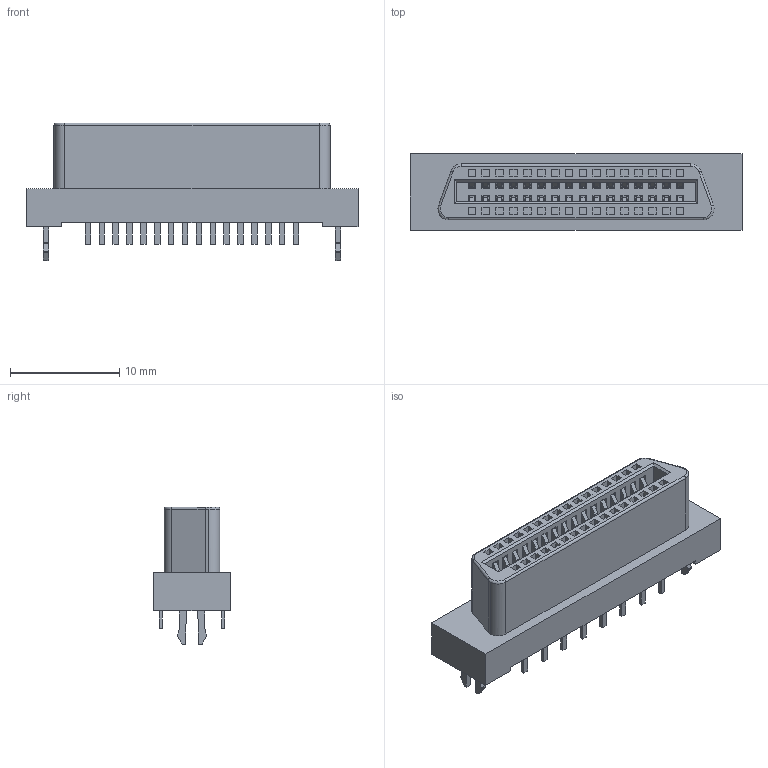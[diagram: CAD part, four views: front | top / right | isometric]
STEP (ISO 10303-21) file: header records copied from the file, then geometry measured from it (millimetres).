
FILE_DESCRIPTION( ('This file contains a STEP AP42 implementation' ,'as created by ZW3D STEP Interface translator.') ,'2;1' );
FILE_NAME( '6321H-XXXSDSXPWXX1W.stp' ,'2311 1. 91331', (''), ('ZWCAD Software Co.'), 'Version 1.0', 'ZW3D to STEP translator', '' );
FILE_SCHEMA(('AUTOMOTIVE_DESIGN { 1 0 10303 214 1 1 1 1 }'));
Length unit declared in the file: millimetre
Products named in the file (2): 0; 6321H-032SDXXPNT01
Bounding box: 30.37 x 7 x 12.61 mm (x, y, z)
Volume: 1037.8 mm3; surface area: 2603.6 mm2
Topology: 1 solids, 3 shells, 1368 faces, 4259 edges, 2780 vertices
Faces by surface type: plane 1106, bspline 220, cylinder 34, cone 8
Entity records: 61229 total; most frequent: CARTESIAN_POINT 29124, ORIENTED_EDGE 8518, EDGE_CURVE 4259, B_SPLINE_CURVE_WITH_KNOTS 3338, DIRECTION 3271, VERTEX_POINT 2780, EDGE_LOOP 1511, FACE_OUTER_BOUND 1368
